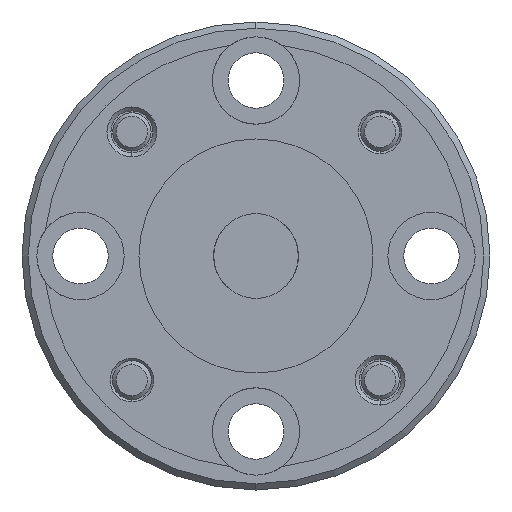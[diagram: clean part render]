
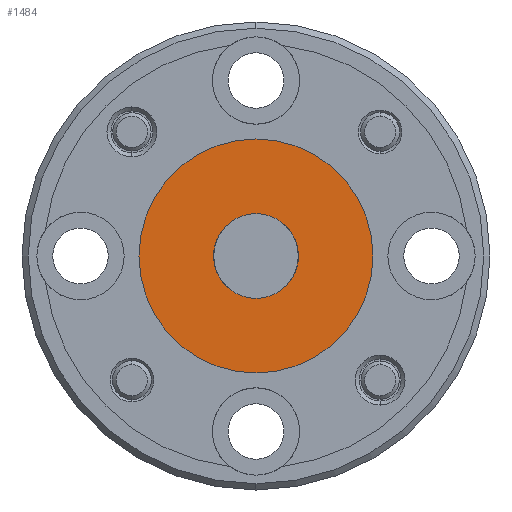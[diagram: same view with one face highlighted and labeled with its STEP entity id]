
A CAD part, left-side view. The second image highlights one B-rep face of the part: STEP entity #1484.
In plain terms, the highlighted planar face has unit normal (-1, 0, 0).
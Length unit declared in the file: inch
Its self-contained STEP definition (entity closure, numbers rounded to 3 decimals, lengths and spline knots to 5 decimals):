
#16 = AXIS2_PLACEMENT_3D ( 'NONE', #1391, #78, #2975 ) ;
#78 = DIRECTION ( 'NONE',  ( -1., 0., 0. ) ) ;
#92 = AXIS2_PLACEMENT_3D ( 'NONE', #1178, #2653, #1082 ) ;
#223 = AXIS2_PLACEMENT_3D ( 'NONE', #2391, #2412, #2041 ) ;
#278 = CARTESIAN_POINT ( 'NONE',  ( -4.91677, 0.01013, 2.2413 ) ) ;
#348 = EDGE_LOOP ( 'NONE', ( #4679, #1553 ) ) ;
#443 = B_SPLINE_CURVE_WITH_KNOTS ( 'NONE', 3,
 ( #2830, #4297, #985, #3951, #3560, #1735 ),
 .UNSPECIFIED., .F., .F.,
 ( 4, 2, 4 ),
 ( 0., 0.5, 1. ),
 .UNSPECIFIED. ) ;
#506 = CARTESIAN_POINT ( 'NONE',  ( -4.91677, 0.04968, 2.10942 ) ) ;
#556 = CARTESIAN_POINT ( 'NONE',  ( -4.91677, 0.08462, 2.23837 ) ) ;
#581 = CARTESIAN_POINT ( 'NONE',  ( -4.91677, 0.10221, 2.25328 ) ) ;
#589 = CARTESIAN_POINT ( 'NONE',  ( -4.91677, 0.00133, 2.34509 ) ) ;
#739 = ORIENTED_EDGE ( 'NONE', *, *, #2643, .F. ) ;
#816 = EDGE_CURVE ( 'NONE', #3550, #1203, #3964, .T. ) ;
#963 = CARTESIAN_POINT ( 'NONE',  ( -4.91677, 0.00133, 2.24876 ) ) ;
#985 = CARTESIAN_POINT ( 'NONE',  ( -4.91677, 0.06038, 2.22892 ) ) ;
#1082 = DIRECTION ( 'NONE',  ( 0., 0., -1. ) ) ;
#1171 = CARTESIAN_POINT ( 'NONE',  ( -4.91677, 0.02833, 2.36228 ) ) ;
#1178 = CARTESIAN_POINT ( 'NONE',  ( -4.91677, 0.04968, 2.29692 ) ) ;
#1203 = VERTEX_POINT ( 'NONE', #1676 ) ;
#1275 = CARTESIAN_POINT ( 'NONE',  ( -4.91677, 0.10221, 2.34056 ) ) ;
#1371 = CARTESIAN_POINT ( 'NONE',  ( -4.91677, 0.01927, 2.35774 ) ) ;
#1391 = CARTESIAN_POINT ( 'NONE',  ( -4.91677, 0.23718, 2.29692 ) ) ;
#1422 = ORIENTED_EDGE ( 'NONE', *, *, #1469, .F. ) ;
#1461 = B_SPLINE_CURVE_WITH_KNOTS ( 'NONE', 3,
 ( #4073, #1171, #1506, #1601, #4426, #2616 ),
 .UNSPECIFIED., .F., .F.,
 ( 4, 2, 4 ),
 ( 0., 0.5, 1. ),
 .UNSPECIFIED. ) ;
#1469 = EDGE_CURVE ( 'NONE', #1545, #3550, #443, .T. ) ;
#1484 = ADVANCED_FACE ( 'NONE', ( #3208, #4681 ), #4701, .T. ) ;
#1488 = CARTESIAN_POINT ( 'NONE',  ( -4.91677, 0.08009, 2.2361 ) ) ;
#1494 = EDGE_LOOP ( 'NONE', ( #1422, #739, #2980, #1663 ) ) ;
#1506 = CARTESIAN_POINT ( 'NONE',  ( -4.91677, 0.03897, 2.36492 ) ) ;
#1545 = VERTEX_POINT ( 'NONE', #1488 ) ;
#1553 = ORIENTED_EDGE ( 'NONE', *, *, #2440, .F. ) ;
#1601 = CARTESIAN_POINT ( 'NONE',  ( -4.91677, 0.06038, 2.36492 ) ) ;
#1663 = ORIENTED_EDGE ( 'NONE', *, *, #816, .F. ) ;
#1674 = CARTESIAN_POINT ( 'NONE',  ( -4.91677, 0.11657, 2.31092 ) ) ;
#1676 = CARTESIAN_POINT ( 'NONE',  ( -4.91677, 0.01927, 2.35774 ) ) ;
#1723 = CARTESIAN_POINT ( 'NONE',  ( -4.91677, 0.10943, 2.26384 ) ) ;
#1735 = CARTESIAN_POINT ( 'NONE',  ( -4.91677, 0.01927, 2.2361 ) ) ;
#1757 = CARTESIAN_POINT ( 'NONE',  ( -4.91677, 0.01013, 2.35254 ) ) ;
#1781 = CARTESIAN_POINT ( 'NONE',  ( -4.91677, -0.01832, 2.30393 ) ) ;
#2006 = CARTESIAN_POINT ( 'NONE',  ( -4.91677, 0.08009, 2.35774 ) ) ;
#2027 = CARTESIAN_POINT ( 'NONE',  ( -4.91677, 0.08009, 2.2361 ) ) ;
#2031 = VERTEX_POINT ( 'NONE', #2994 ) ;
#2041 = DIRECTION ( 'NONE',  ( 0., 0., -1. ) ) ;
#2154 = CARTESIAN_POINT ( 'NONE',  ( -4.91677, -0.01008, 2.33001 ) ) ;
#2245 = CARTESIAN_POINT ( 'NONE',  ( -4.91677, 0.08009, 2.35774 ) ) ;
#2391 = CARTESIAN_POINT ( 'NONE',  ( -4.91677, 0.04968, 2.29692 ) ) ;
#2412 = DIRECTION ( 'NONE',  ( 1., 0., 0. ) ) ;
#2434 = CARTESIAN_POINT ( 'NONE',  ( -4.91677, -0.01309, 2.32397 ) ) ;
#2440 = EDGE_CURVE ( 'NONE', #2031, #4280, #3181, .T. ) ;
#2502 = CARTESIAN_POINT ( 'NONE',  ( -4.91677, -0.01008, 2.26384 ) ) ;
#2616 = CARTESIAN_POINT ( 'NONE',  ( -4.91677, 0.08009, 2.35774 ) ) ;
#2643 = EDGE_CURVE ( 'NONE', #3349, #1545, #4769, .T. ) ;
#2653 = DIRECTION ( 'NONE',  ( 1., 0., 0. ) ) ;
#2821 = CARTESIAN_POINT ( 'NONE',  ( -4.91677, 0.11768, 2.28992 ) ) ;
#2830 = CARTESIAN_POINT ( 'NONE',  ( -4.91677, 0.08009, 2.2361 ) ) ;
#2854 = CARTESIAN_POINT ( 'NONE',  ( -4.91677, 0.01473, 2.23837 ) ) ;
#2857 = CARTESIAN_POINT ( 'NONE',  ( -4.91677, 0.01927, 2.2361 ) ) ;
#2897 = CARTESIAN_POINT ( 'NONE',  ( -4.91677, 0.08922, 2.2413 ) ) ;
#2975 = DIRECTION ( 'NONE',  ( 0., 0., 1. ) ) ;
#2980 = ORIENTED_EDGE ( 'NONE', *, *, #3359, .F. ) ;
#2994 = CARTESIAN_POINT ( 'NONE',  ( -4.91677, 0.04968, 2.48442 ) ) ;
#3181 = CIRCLE ( 'NONE', #92, 0.1875 ) ;
#3208 = FACE_BOUND ( 'NONE', #1494, .T. ) ;
#3229 = CARTESIAN_POINT ( 'NONE',  ( -4.91677, -0.01309, 2.26988 ) ) ;
#3252 = CARTESIAN_POINT ( 'NONE',  ( -4.91677, -0.01722, 2.28292 ) ) ;
#3349 = VERTEX_POINT ( 'NONE', #2245 ) ;
#3359 = EDGE_CURVE ( 'NONE', #1203, #3349, #1461, .T. ) ;
#3407 = CIRCLE ( 'NONE', #223, 0.1875 ) ;
#3472 = CARTESIAN_POINT ( 'NONE',  ( -4.91677, 0.08922, 2.35254 ) ) ;
#3534 = CARTESIAN_POINT ( 'NONE',  ( -4.91677, 0.11244, 2.26988 ) ) ;
#3550 = VERTEX_POINT ( 'NONE', #2857 ) ;
#3560 = CARTESIAN_POINT ( 'NONE',  ( -4.91677, 0.02833, 2.23157 ) ) ;
#3635 = CARTESIAN_POINT ( 'NONE',  ( -4.91677, -0.00286, 2.34056 ) ) ;
#3807 = CARTESIAN_POINT ( 'NONE',  ( -4.91677, 0.08462, 2.35548 ) ) ;
#3869 = CARTESIAN_POINT ( 'NONE',  ( -4.91677, 0.09802, 2.24876 ) ) ;
#3898 = CARTESIAN_POINT ( 'NONE',  ( -4.91677, 0.10943, 2.33001 ) ) ;
#3909 = CARTESIAN_POINT ( 'NONE',  ( -4.91677, -0.00286, 2.25328 ) ) ;
#3943 = CARTESIAN_POINT ( 'NONE',  ( -4.91677, 0.11657, 2.28292 ) ) ;
#3951 = CARTESIAN_POINT ( 'NONE',  ( -4.91677, 0.03897, 2.22892 ) ) ;
#3964 = B_SPLINE_CURVE_WITH_KNOTS ( 'NONE', 3,
 ( #4731, #2854, #278, #963, #3909, #2502, #3229, #3252, #4317, #1781, #4762, #2434, #2154, #3635, #589, #1757, #3984, #1371 ),
 .UNSPECIFIED., .F., .F.,
 ( 4, 2, 2, 2, 2, 2, 2, 2, 4 ),
 ( 0., 0.125, 0.25, 0.375, 0.5, 0.625, 0.75, 0.875, 1. ),
 .UNSPECIFIED. ) ;
#3984 = CARTESIAN_POINT ( 'NONE',  ( -4.91677, 0.01473, 2.35548 ) ) ;
#4073 = CARTESIAN_POINT ( 'NONE',  ( -4.91677, 0.01927, 2.35774 ) ) ;
#4280 = VERTEX_POINT ( 'NONE', #506 ) ;
#4297 = CARTESIAN_POINT ( 'NONE',  ( -4.91677, 0.07102, 2.23157 ) ) ;
#4309 = CARTESIAN_POINT ( 'NONE',  ( -4.91677, 0.11768, 2.30393 ) ) ;
#4317 = CARTESIAN_POINT ( 'NONE',  ( -4.91677, -0.01832, 2.28992 ) ) ;
#4359 = CARTESIAN_POINT ( 'NONE',  ( -4.91677, 0.11244, 2.32397 ) ) ;
#4426 = CARTESIAN_POINT ( 'NONE',  ( -4.91677, 0.07102, 2.36228 ) ) ;
#4446 = EDGE_CURVE ( 'NONE', #4280, #2031, #3407, .T. ) ;
#4580 = CARTESIAN_POINT ( 'NONE',  ( -4.91677, 0.09802, 2.34509 ) ) ;
#4679 = ORIENTED_EDGE ( 'NONE', *, *, #4446, .F. ) ;
#4681 = FACE_OUTER_BOUND ( 'NONE', #348, .T. ) ;
#4701 = PLANE ( 'NONE',  #16 ) ;
#4731 = CARTESIAN_POINT ( 'NONE',  ( -4.91677, 0.01927, 2.2361 ) ) ;
#4762 = CARTESIAN_POINT ( 'NONE',  ( -4.91677, -0.01722, 2.31092 ) ) ;
#4769 = B_SPLINE_CURVE_WITH_KNOTS ( 'NONE', 3,
 ( #2006, #3807, #3472, #4580, #1275, #3898, #4359, #1674, #4309, #2821, #3943, #3534, #1723, #581, #3869, #2897, #556, #2027 ),
 .UNSPECIFIED., .F., .F.,
 ( 4, 2, 2, 2, 2, 2, 2, 2, 4 ),
 ( 0., 0.125, 0.25, 0.375, 0.5, 0.625, 0.75, 0.875, 1. ),
 .UNSPECIFIED. ) ;
